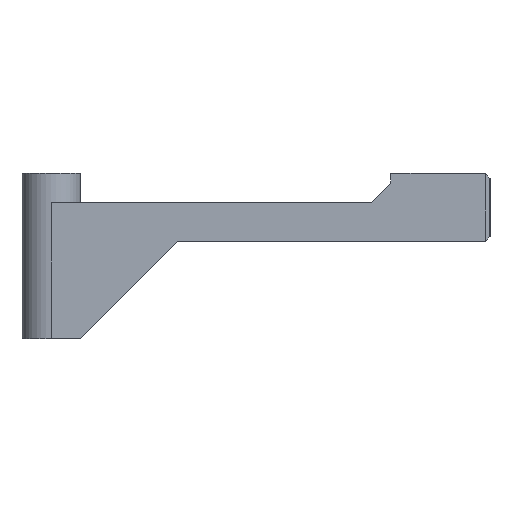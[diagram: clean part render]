
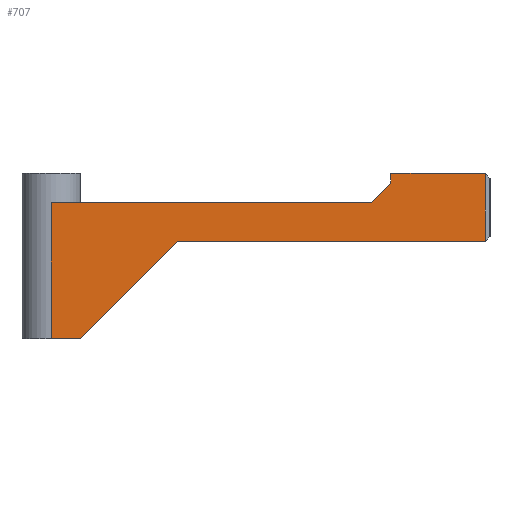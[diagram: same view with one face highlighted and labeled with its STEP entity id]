
A CAD part, left-side view. The second image highlights one B-rep face of the part: STEP entity #707.
In plain terms, the highlighted planar face has unit normal (-1, 0, 0).
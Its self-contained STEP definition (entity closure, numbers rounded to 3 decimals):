
#53=PLANE('',#784);
#89=FACE_OUTER_BOUND('',#136,.T.);
#136=EDGE_LOOP('',(#613,#614,#615,#616,#617,#618,#619,#620,#621));
#153=LINE('',#1020,#223);
#168=LINE('',#1076,#238);
#174=LINE('',#1088,#244);
#192=LINE('',#1143,#262);
#196=LINE('',#1154,#266);
#198=LINE('',#1159,#268);
#204=LINE('',#1168,#274);
#208=LINE('',#1176,#278);
#209=LINE('',#1177,#279);
#223=VECTOR('',#813,10.);
#238=VECTOR('',#876,10.);
#244=VECTOR('',#888,10.);
#262=VECTOR('',#938,10.);
#266=VECTOR('',#948,10.);
#268=VECTOR('',#952,10.);
#274=VECTOR('',#962,10.);
#278=VECTOR('',#970,10.);
#279=VECTOR('',#971,10.);
#318=VERTEX_POINT('',#1008);
#323=VERTEX_POINT('',#1018);
#336=VERTEX_POINT('',#1062);
#343=VERTEX_POINT('',#1087);
#363=VERTEX_POINT('',#1140);
#364=VERTEX_POINT('',#1142);
#368=VERTEX_POINT('',#1152);
#370=VERTEX_POINT('',#1158);
#373=VERTEX_POINT('',#1175);
#386=EDGE_CURVE('',#323,#318,#153,.T.);
#413=EDGE_CURVE('',#318,#336,#168,.T.);
#419=EDGE_CURVE('',#336,#343,#174,.T.);
#445=EDGE_CURVE('',#363,#364,#192,.T.);
#451=EDGE_CURVE('',#363,#368,#196,.T.);
#453=EDGE_CURVE('',#343,#370,#198,.T.);
#459=EDGE_CURVE('',#364,#323,#204,.T.);
#463=EDGE_CURVE('',#373,#368,#208,.T.);
#464=EDGE_CURVE('',#370,#373,#209,.T.);
#613=ORIENTED_EDGE('',*,*,#413,.F.);
#614=ORIENTED_EDGE('',*,*,#386,.F.);
#615=ORIENTED_EDGE('',*,*,#459,.F.);
#616=ORIENTED_EDGE('',*,*,#445,.F.);
#617=ORIENTED_EDGE('',*,*,#451,.T.);
#618=ORIENTED_EDGE('',*,*,#463,.F.);
#619=ORIENTED_EDGE('',*,*,#464,.F.);
#620=ORIENTED_EDGE('',*,*,#453,.F.);
#621=ORIENTED_EDGE('',*,*,#419,.F.);
#707=ADVANCED_FACE('',(#89),#53,.T.);
#784=AXIS2_PLACEMENT_3D('',#1174,#968,#969);
#813=DIRECTION('',(0.,-1.,0.));
#876=DIRECTION('',(0.,0.,-1.));
#888=DIRECTION('',(0.,1.,0.));
#938=DIRECTION('',(0.,-0.707,0.707));
#948=DIRECTION('',(0.,1.,0.));
#952=DIRECTION('',(0.,0.707,-0.707));
#962=DIRECTION('',(0.,0.,1.));
#968=DIRECTION('center_axis',(-1.,0.,0.));
#969=DIRECTION('ref_axis',(0.,-1.,0.));
#970=DIRECTION('',(0.,0.,1.));
#971=DIRECTION('',(0.,1.,0.));
#1008=CARTESIAN_POINT('',(0.,1.,7.));
#1018=CARTESIAN_POINT('',(0.,10.7,7.));
#1020=CARTESIAN_POINT('',(0.,4.7,7.));
#1062=CARTESIAN_POINT('',(0.,1.,0.));
#1076=CARTESIAN_POINT('',(0.,1.,0.));
#1087=CARTESIAN_POINT('',(0.,32.7,0.));
#1088=CARTESIAN_POINT('',(0.,4.7,0.));
#1140=CARTESIAN_POINT('',(0.,12.7,4.));
#1142=CARTESIAN_POINT('',(0.,10.7,6.));
#1143=CARTESIAN_POINT('',(0.,22.2,-5.5));
#1152=CARTESIAN_POINT('',(0.,45.7,4.));
#1154=CARTESIAN_POINT('',(0.,37.7,4.));
#1158=CARTESIAN_POINT('',(0.,42.7,-10.));
#1159=CARTESIAN_POINT('',(0.,39.2,-6.5));
#1168=CARTESIAN_POINT('',(0.,10.7,6.));
#1174=CARTESIAN_POINT('Origin',(0.,48.7,0.));
#1175=CARTESIAN_POINT('',(0.,45.7,-10.));
#1176=CARTESIAN_POINT('',(0.,45.7,4.));
#1177=CARTESIAN_POINT('',(0.,48.7,-10.));
